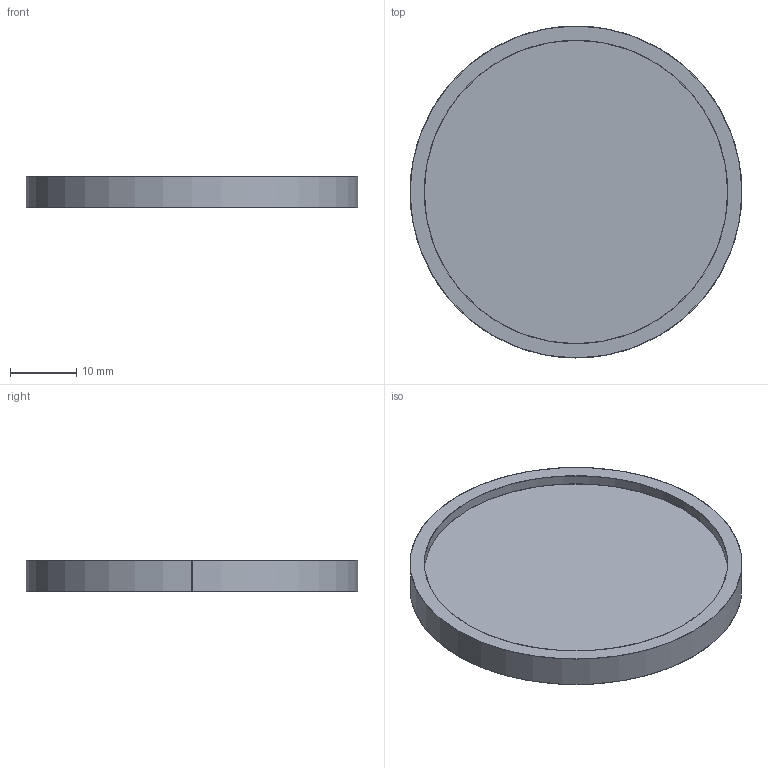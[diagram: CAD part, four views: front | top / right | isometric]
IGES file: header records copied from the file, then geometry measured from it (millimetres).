
Start section: SolidWorks IGES file using analytic representation for surfaces
Global section: file name: Web Model 48513_48521.igs; native system: SolidWorks 2018; preprocessor: SolidWorks 2018; author: JPoff; date: 210423.140031; units: millimetre
Bounding box: 50 x 50 x 4.7 mm (x, y, z)
Surface area: 4909.3 mm2 (no closed solid volume)
Topology: 0 solids, 0 shells, 10 faces, 408 edges, 408 vertices
Faces by surface type: revolution 6, bspline 4
